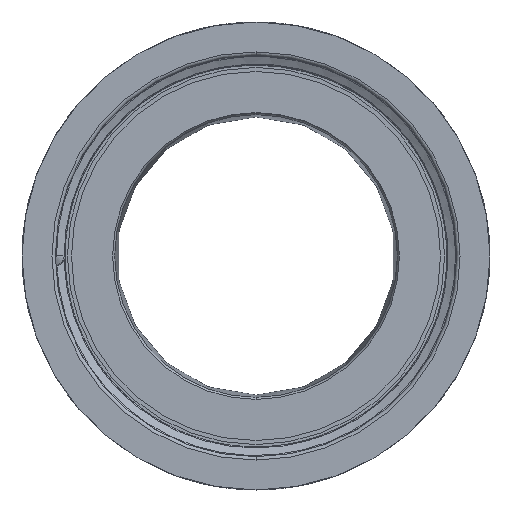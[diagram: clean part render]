
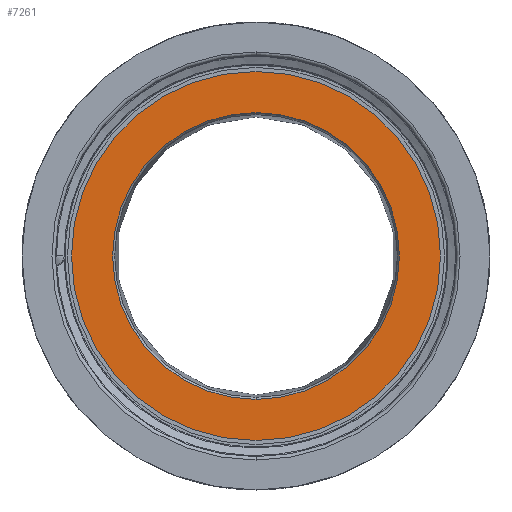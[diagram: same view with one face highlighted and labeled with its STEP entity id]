
A CAD part, left-side view. The second image highlights one B-rep face of the part: STEP entity #7261.
In plain terms, the highlighted planar face has unit normal (-1, 0, 0).
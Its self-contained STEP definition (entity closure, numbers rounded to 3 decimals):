
#200 = CARTESIAN_POINT ( 'NONE',  ( -1.325, 0., -27.4 ) ) ;
#225 = CARTESIAN_POINT ( 'NONE',  ( -1.325, 0., 21.3 ) ) ;
#226 = CARTESIAN_POINT ( 'NONE',  ( -1.325, 0., 27.4 ) ) ;
#235 = CARTESIAN_POINT ( 'NONE',  ( -1.325, 0., -21.3 ) ) ;
#2236 = FACE_OUTER_BOUND ( 'NONE', #7421, .T. ) ;
#2240 = CARTESIAN_POINT ( 'NONE',  ( -1.325, 0., -27.4 ) ) ;
#2244 = FACE_BOUND ( 'NONE', #7424, .T. ) ;
#2245 = PLANE ( 'NONE',  #8819 ) ;
#2247 = DIRECTION ( 'NONE',  ( 1., 0., 0. ) ) ;
#2248 = DIRECTION ( 'NONE',  ( 0., 0., -1. ) ) ;
#2746 = CARTESIAN_POINT ( 'NONE',  ( -1.325, 0., 0. ) ) ;
#2747 = DIRECTION ( 'NONE',  ( -1., 0., 0. ) ) ;
#2748 = DIRECTION ( 'NONE',  ( 0., 0., 1. ) ) ;
#5392 = EDGE_CURVE ( 'NONE', #5717, #5743, #8409, .T. ) ;
#5393 = EDGE_CURVE ( 'NONE', #5742, #5752, #8411, .T. ) ;
#5395 = EDGE_CURVE ( 'NONE', #5752, #5742, #8417, .T. ) ;
#5717 = VERTEX_POINT ( 'NONE', #200 ) ;
#5742 = VERTEX_POINT ( 'NONE', #225 ) ;
#5743 = VERTEX_POINT ( 'NONE', #226 ) ;
#5752 = VERTEX_POINT ( 'NONE', #235 ) ;
#5803 = ORIENTED_EDGE ( 'NONE', *, *, #5393, .F. ) ;
#5811 = ORIENTED_EDGE ( 'NONE', *, *, #5395, .F. ) ;
#5868 = ORIENTED_EDGE ( 'NONE', *, *, #9870, .T. ) ;
#5870 = ORIENTED_EDGE ( 'NONE', *, *, #5392, .T. ) ;
#6044 = CARTESIAN_POINT ( 'NONE',  ( -1.325, 0., 0. ) ) ;
#6045 = DIRECTION ( 'NONE',  ( -1., 0., 0. ) ) ;
#6046 = DIRECTION ( 'NONE',  ( 0., 0., 1. ) ) ;
#6049 = CARTESIAN_POINT ( 'NONE',  ( -1.325, 0., 0. ) ) ;
#6050 = DIRECTION ( 'NONE',  ( -1., 0., 0. ) ) ;
#6051 = DIRECTION ( 'NONE',  ( 0., 0., 1. ) ) ;
#6055 = CARTESIAN_POINT ( 'NONE',  ( -1.325, 0., 0. ) ) ;
#6056 = DIRECTION ( 'NONE',  ( -1., 0., 0. ) ) ;
#6057 = DIRECTION ( 'NONE',  ( 0., 0., 1. ) ) ;
#7261 = ADVANCED_FACE ( 'NONE', ( #2244, #2236 ), #2245, .F. ) ;
#7421 = EDGE_LOOP ( 'NONE', ( #5868, #5870 ) ) ;
#7424 = EDGE_LOOP ( 'NONE', ( #5803, #5811 ) ) ;
#8409 = CIRCLE ( 'NONE', #8414, 27.4 ) ;
#8411 = CIRCLE ( 'NONE', #8416, 21.3 ) ;
#8414 = AXIS2_PLACEMENT_3D ( 'NONE', #6044, #6045, #6046 ) ;
#8416 = AXIS2_PLACEMENT_3D ( 'NONE', #6049, #6050, #6051 ) ;
#8417 = CIRCLE ( 'NONE', #8418, 21.3 ) ;
#8418 = AXIS2_PLACEMENT_3D ( 'NONE', #6055, #6056, #6057 ) ;
#8819 = AXIS2_PLACEMENT_3D ( 'NONE', #2240, #2247, #2248 ) ;
#8904 = CIRCLE ( 'NONE', #8906, 27.4 ) ;
#8906 = AXIS2_PLACEMENT_3D ( 'NONE', #2746, #2747, #2748 ) ;
#9870 = EDGE_CURVE ( 'NONE', #5743, #5717, #8904, .T. ) ;
